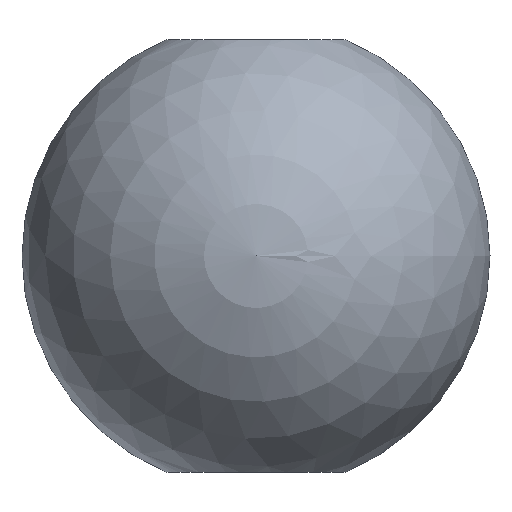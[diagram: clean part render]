
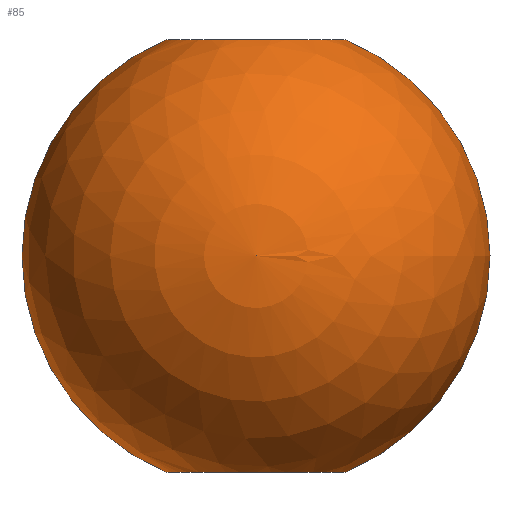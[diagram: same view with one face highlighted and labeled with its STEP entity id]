
A CAD part, front view. The second image highlights one B-rep face of the part: STEP entity #85.
In plain terms, the highlighted spherical face has radius 21 mm.
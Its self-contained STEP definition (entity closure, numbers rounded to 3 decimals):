
#2 = CIRCLE ( 'NONE', #153, 21. ) ;
#3 = DIRECTION ( 'NONE',  ( 0., 0., 1. ) ) ;
#4 = CIRCLE ( 'NONE', #117, 8. ) ;
#6 = AXIS2_PLACEMENT_3D ( 'NONE', #50, #3, #135 ) ;
#9 = CARTESIAN_POINT ( 'NONE',  ( 0., 0., 19.416 ) ) ;
#11 = DIRECTION ( 'NONE',  ( 1., 0., 0. ) ) ;
#17 = EDGE_CURVE ( 'NONE', #31, #30, #92, .T. ) ;
#20 = FACE_OUTER_BOUND ( 'NONE', #168, .T. ) ;
#24 = SPHERICAL_SURFACE ( 'NONE', #75, 21. ) ;
#30 = VERTEX_POINT ( 'NONE', #103 ) ;
#31 = VERTEX_POINT ( 'NONE', #68 ) ;
#32 = AXIS2_PLACEMENT_3D ( 'NONE', #169, #62, #38 ) ;
#36 = CARTESIAN_POINT ( 'NONE',  ( 0., 0., 0. ) ) ;
#38 = DIRECTION ( 'NONE',  ( 0., 0., -1. ) ) ;
#45 = ORIENTED_EDGE ( 'NONE', *, *, #17, .T. ) ;
#47 = VERTEX_POINT ( 'NONE', #69 ) ;
#50 = CARTESIAN_POINT ( 'NONE',  ( 0., 0., -19.416 ) ) ;
#52 = EDGE_CURVE ( 'NONE', #31, #47, #2, .T. ) ;
#53 = EDGE_CURVE ( 'NONE', #30, #178, #190, .T. ) ;
#54 = DIRECTION ( 'NONE',  ( 1., 0., 0. ) ) ;
#57 = ORIENTED_EDGE ( 'NONE', *, *, #52, .F. ) ;
#62 = DIRECTION ( 'NONE',  ( 0., -1., 0. ) ) ;
#66 = ORIENTED_EDGE ( 'NONE', *, *, #53, .T. ) ;
#68 = CARTESIAN_POINT ( 'NONE',  ( -8., 0., -19.416 ) ) ;
#69 = CARTESIAN_POINT ( 'NONE',  ( -8., 0., 19.416 ) ) ;
#72 = DIRECTION ( 'NONE',  ( 0., 1., 0. ) ) ;
#75 = AXIS2_PLACEMENT_3D ( 'NONE', #96, #142, #11 ) ;
#85 = ADVANCED_FACE ( 'NONE', ( #20 ), #24, .T. ) ;
#92 = CIRCLE ( 'NONE', #6, 8. ) ;
#96 = CARTESIAN_POINT ( 'NONE',  ( 0., 0., 0. ) ) ;
#103 = CARTESIAN_POINT ( 'NONE',  ( 8., 0., -19.416 ) ) ;
#117 = AXIS2_PLACEMENT_3D ( 'NONE', #9, #150, #54 ) ;
#135 = DIRECTION ( 'NONE',  ( 1., 0., 0. ) ) ;
#139 = CARTESIAN_POINT ( 'NONE',  ( 8., 0., 19.416 ) ) ;
#142 = DIRECTION ( 'NONE',  ( 0., 1., 0. ) ) ;
#143 = ORIENTED_EDGE ( 'NONE', *, *, #149, .F. ) ;
#144 = DIRECTION ( 'NONE',  ( -1., 0., 0. ) ) ;
#149 = EDGE_CURVE ( 'NONE', #47, #178, #4, .T. ) ;
#150 = DIRECTION ( 'NONE',  ( 0., 0., 1. ) ) ;
#153 = AXIS2_PLACEMENT_3D ( 'NONE', #36, #72, #144 ) ;
#168 = EDGE_LOOP ( 'NONE', ( #57, #45, #66, #143 ) ) ;
#169 = CARTESIAN_POINT ( 'NONE',  ( 0., 0., 0. ) ) ;
#178 = VERTEX_POINT ( 'NONE', #139 ) ;
#190 = CIRCLE ( 'NONE', #32, 21. ) ;
